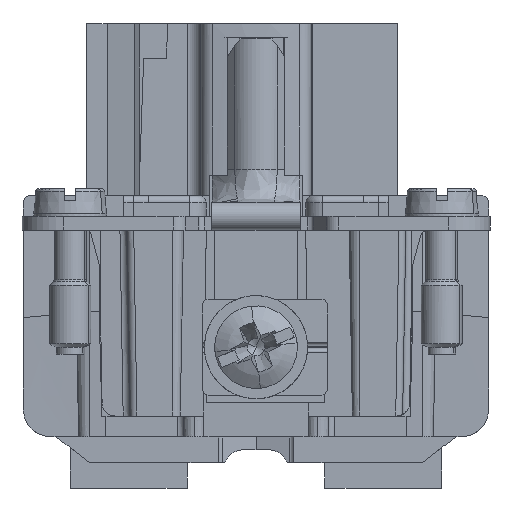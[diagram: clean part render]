
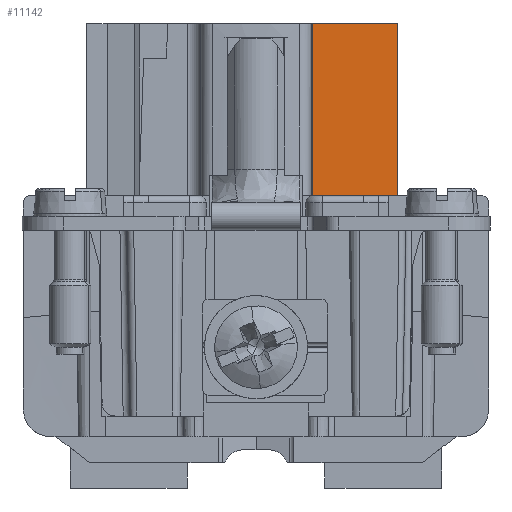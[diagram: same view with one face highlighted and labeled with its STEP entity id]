
A CAD part, front view. The second image highlights one B-rep face of the part: STEP entity #11142.
In plain terms, the highlighted planar face has unit normal (0, -1, 0).
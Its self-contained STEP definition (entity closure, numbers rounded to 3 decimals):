
#11122=AXIS2_PLACEMENT_3D('Plane Axis2P3D',#11119,#11120,#11121) ;
#4735=CARTESIAN_POINT('Vertex',(27.3,14.25,21.25)) ;
#4738=CARTESIAN_POINT('Line Origine',(24.201,14.25,21.25)) ;
#4742=CARTESIAN_POINT('Vertex',(21.102,14.25,21.25)) ;
#11104=CARTESIAN_POINT('Vertex',(27.3,14.25,33.75)) ;
#11107=CARTESIAN_POINT('Line Origine',(27.3,14.25,27.5)) ;
#11119=CARTESIAN_POINT('Axis2P3D Location',(27.3,14.25,18.75)) ;
#11124=CARTESIAN_POINT('Line Origine',(21.102,14.25,27.5)) ;
#11128=CARTESIAN_POINT('Vertex',(21.102,14.25,33.75)) ;
#11131=CARTESIAN_POINT('Line Origine',(24.201,14.25,33.75)) ;
#4739=DIRECTION('Vector Direction',(-1.,0.,0.)) ;
#11108=DIRECTION('Vector Direction',(0.,0.,1.)) ;
#11120=DIRECTION('Axis2P3D Direction',(0.,1.,0.)) ;
#11121=DIRECTION('Axis2P3D XDirection',(-1.,0.,0.)) ;
#11125=DIRECTION('Vector Direction',(0.,0.,1.)) ;
#11132=DIRECTION('Vector Direction',(-1.,0.,0.)) ;
#4740=VECTOR('Line Direction',#4739,1.) ;
#11109=VECTOR('Line Direction',#11108,1.) ;
#11126=VECTOR('Line Direction',#11125,1.) ;
#11133=VECTOR('Line Direction',#11132,1.) ;
#11137=ORIENTED_EDGE('',*,*,#11130,.F.) ;
#11138=ORIENTED_EDGE('',*,*,#4744,.F.) ;
#11139=ORIENTED_EDGE('',*,*,#11111,.T.) ;
#11140=ORIENTED_EDGE('',*,*,#11135,.F.) ;
#11142=ADVANCED_FACE('Hauptk\X2\00F6\X0\rper',(#11141),#11123,.F.) ;
#4744=EDGE_CURVE('',#4736,#4743,#4741,.T.) ;
#11111=EDGE_CURVE('',#4736,#11105,#11110,.T.) ;
#11130=EDGE_CURVE('',#4743,#11129,#11127,.T.) ;
#11135=EDGE_CURVE('',#11129,#11105,#11134,.F.) ;
#11136=EDGE_LOOP('',(#11137,#11138,#11139,#11140)) ;
#11141=FACE_OUTER_BOUND('',#11136,.T.) ;
#4741=LINE('Line',#4738,#4740) ;
#11110=LINE('Line',#11107,#11109) ;
#11127=LINE('Line',#11124,#11126) ;
#11134=LINE('Line',#11131,#11133) ;
#11123=PLANE('',#11122) ;
#4736=VERTEX_POINT('',#4735) ;
#4743=VERTEX_POINT('',#4742) ;
#11105=VERTEX_POINT('',#11104) ;
#11129=VERTEX_POINT('',#11128) ;
